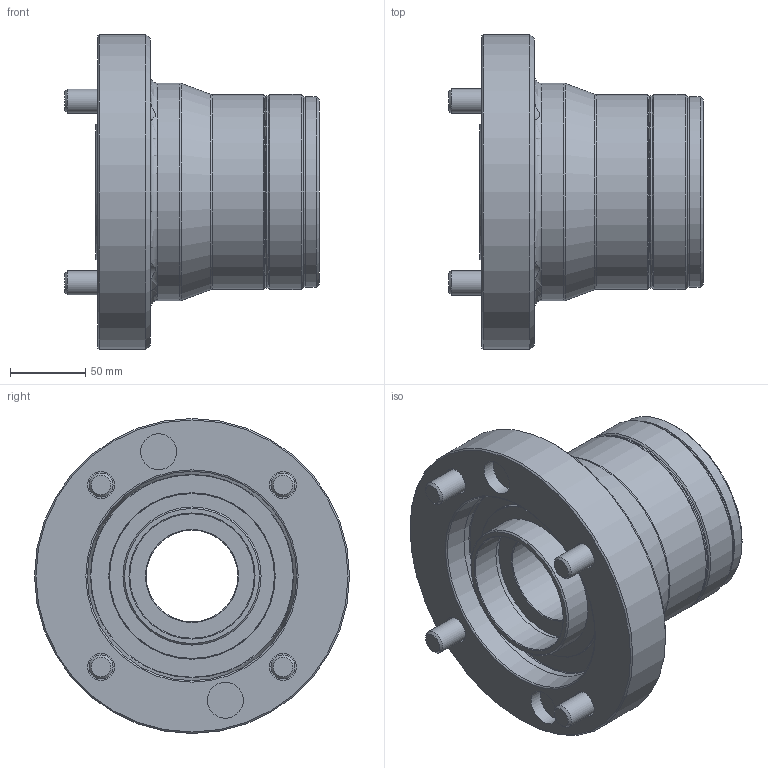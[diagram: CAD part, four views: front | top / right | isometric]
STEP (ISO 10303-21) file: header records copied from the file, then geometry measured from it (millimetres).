
FILE_DESCRIPTION (( 'STEP AP203' ), '1' );
FILE_NAME ('CF-CL-60A8.STEP', '2018-09-10T05:11:39', ( '' ), ( '' ), 'SwSTEP 2.0', 'SolidWorks 2016', '' );
FILE_SCHEMA (( 'CONFIG_CONTROL_DESIGN' ));
Length unit declared in the file: millimetre
Products named in the file (5): CF-CL-60A8-01010; CF-CL-60A8; 圓頭內六角螺栓_M16x40; CF-CL-6017-02000; CF-CL-6022-04010
Assembly tree (7 placements, depth 2):
  CF-CL-60A8
    CF-CL-60A8-01010
    CF-CL-6017-02000
    CF-CL-6022-04010
    圓頭內六角螺栓_M16x40  x4
Bounding box: 169.5 x 210 x 210 mm (x, y, z)
Volume: 2038532.4 mm3; surface area: 297863 mm2
Topology: 7 solids, 7 shells, 160 faces, 333 edges, 206 vertices
Faces by surface type: plane 85, cylinder 39, cone 30, torus 6
Full cylindrical faces by diameter (mm): 6 x2, 16 x4, 18 x4, 24 x6, 26 x4, 61 x1, 74 x1, 83 x1, 85.75 x1, 92 x1, 96 x2, 110 x2, 110.5 x1, 111 x1, 126 x1, 127 x1, 128 x1, 130 x2, 136 x1, 145 x1, 210 x1
Entity records: 2909 total; most frequent: CARTESIAN_POINT 487, DIRECTION 430, ORIENTED_EDGE 248, AXIS2_PLACEMENT_3D 203, EDGE_LOOP 184, FACE_OUTER_BOUND 136, EDGE_CURVE 124, VERTEX_POINT 108
